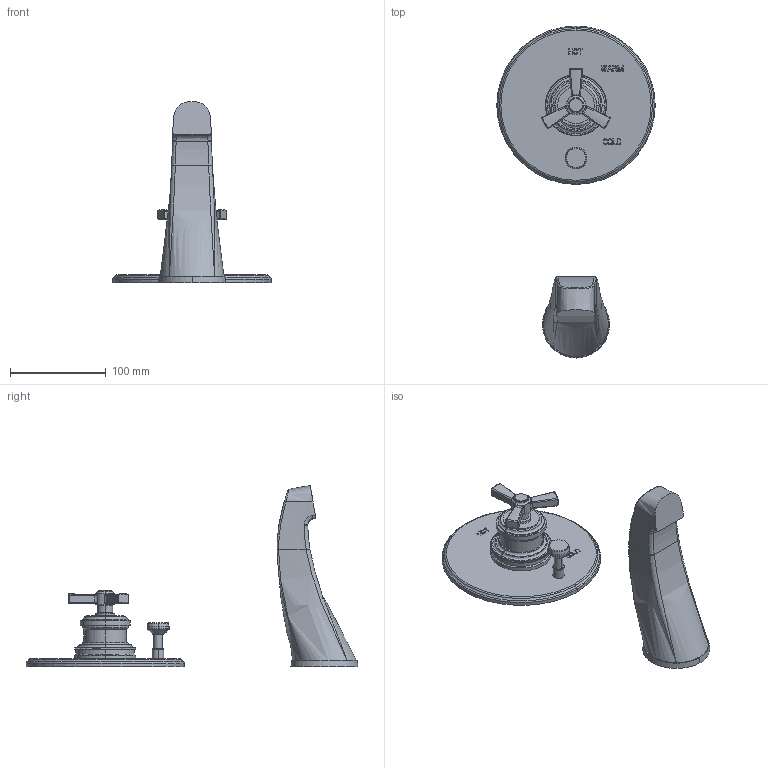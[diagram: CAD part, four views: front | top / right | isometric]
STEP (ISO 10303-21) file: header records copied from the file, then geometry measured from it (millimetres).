
FILE_DESCRIPTION((''),'2;1');
FILE_NAME('4-1602BP','2021-06-03T10:41:10',('jinson.thomas'),(''),'CREO PARAMETRIC BY PTC INC, 2018400','CREO PARAMETRIC BY PTC INC, 2018400','');
FILE_SCHEMA(('CONFIG_CONTROL_DESIGN'));
Length unit declared in the file: inch
Products named in the file (1): 4-1602BP
Bounding box: 165.1 x 346.07 x 188.69 mm (x, y, z)
Volume: 656390.7 mm3; surface area: 97562.4 mm2
Topology: 2 solids, 2 shells, 1018 faces, 2809 edges, 1830 vertices
Faces by surface type: plane 651, cylinder 224, bspline 95, torus 26, sphere 12, cone 10
Entity records: 35993 total; most frequent: CARTESIAN_POINT 10269, ORIENTED_EDGE 5618, DIRECTION 5009, EDGE_CURVE 2809, VECTOR 2065, LINE 2065, VERTEX_POINT 1830, AXIS2_PLACEMENT_3D 1472
